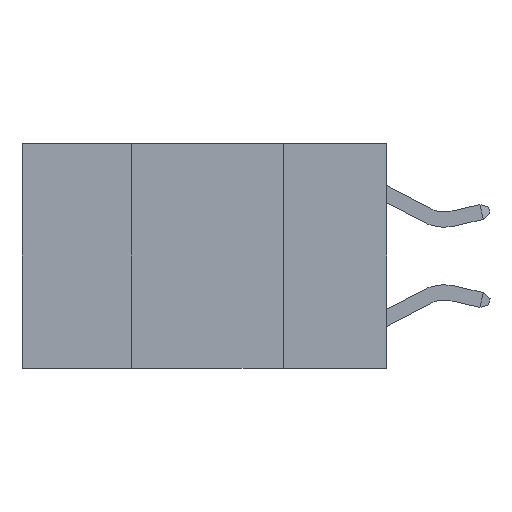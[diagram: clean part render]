
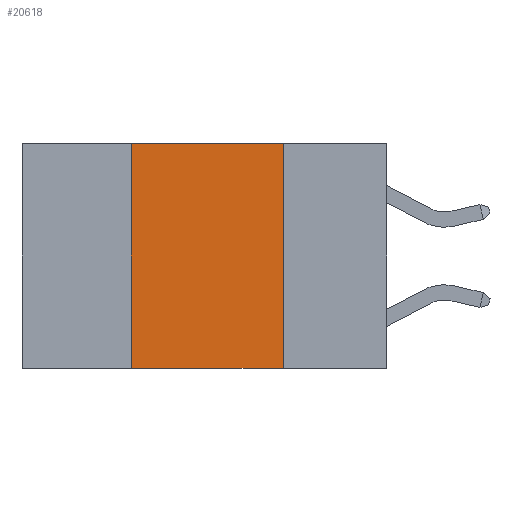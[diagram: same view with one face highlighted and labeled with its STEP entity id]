
A CAD part, left-side view. The second image highlights one B-rep face of the part: STEP entity #20618.
In plain terms, the highlighted planar face has unit normal (-1, 0, 0).
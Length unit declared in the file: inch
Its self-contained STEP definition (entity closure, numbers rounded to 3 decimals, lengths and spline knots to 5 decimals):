
#697 = ORIENTED_EDGE ( 'NONE', *, *, #7888, .T. ) ;
#2962 = VECTOR ( 'NONE', #11039, 39.37008 ) ;
#3831 = DIRECTION ( 'NONE',  ( 0., -1., 0. ) ) ;
#4102 = FACE_OUTER_BOUND ( 'NONE', #12513, .T. ) ;
#4261 = CARTESIAN_POINT ( 'NONE',  ( 0., 0.42, -0.37 ) ) ;
#4651 = CARTESIAN_POINT ( 'NONE',  ( 0., 0.42, 0. ) ) ;
#5276 = PLANE ( 'NONE',  #18884 ) ;
#6655 = DIRECTION ( 'NONE',  ( 0., 0., -1. ) ) ;
#7888 = EDGE_CURVE ( 'NONE', #17016, #8256, #17512, .T. ) ;
#8256 = VERTEX_POINT ( 'NONE', #18098 ) ;
#9101 = CARTESIAN_POINT ( 'NONE',  ( 0., 0.6, 0. ) ) ;
#9146 = CARTESIAN_POINT ( 'NONE',  ( 0., 0.6, 0. ) ) ;
#9235 = VERTEX_POINT ( 'NONE', #15155 ) ;
#10323 = ORIENTED_EDGE ( 'NONE', *, *, #23762, .F. ) ;
#10435 = CARTESIAN_POINT ( 'NONE',  ( 0., 0.17, 0. ) ) ;
#10888 = EDGE_CURVE ( 'NONE', #9235, #8256, #23533, .T. ) ;
#11039 = DIRECTION ( 'NONE',  ( 0., 0., 1. ) ) ;
#12513 = EDGE_LOOP ( 'NONE', ( #19238, #10323, #15410, #697 ) ) ;
#12578 = LINE ( 'NONE', #12979, #2962 ) ;
#12979 = CARTESIAN_POINT ( 'NONE',  ( 0., 0.42, 0. ) ) ;
#12987 = DIRECTION ( 'NONE',  ( 0., 0., -1. ) ) ;
#13050 = VECTOR ( 'NONE', #3831, 39.37008 ) ;
#13487 = VECTOR ( 'NONE', #6655, 39.37008 ) ;
#14732 = VECTOR ( 'NONE', #20477, 39.37008 ) ;
#14931 = EDGE_CURVE ( 'NONE', #17016, #15949, #12578, .T. ) ;
#15155 = CARTESIAN_POINT ( 'NONE',  ( 0., 0.17, 0. ) ) ;
#15296 = CARTESIAN_POINT ( 'NONE',  ( 0., 0.6, -0.37 ) ) ;
#15410 = ORIENTED_EDGE ( 'NONE', *, *, #14931, .F. ) ;
#15949 = VERTEX_POINT ( 'NONE', #4651 ) ;
#17016 = VERTEX_POINT ( 'NONE', #4261 ) ;
#17512 = LINE ( 'NONE', #15296, #13050 ) ;
#18098 = CARTESIAN_POINT ( 'NONE',  ( 0., 0.17, -0.37 ) ) ;
#18884 = AXIS2_PLACEMENT_3D ( 'NONE', #9146, #24306, #12987 ) ;
#19238 = ORIENTED_EDGE ( 'NONE', *, *, #10888, .F. ) ;
#20335 = LINE ( 'NONE', #9101, #14732 ) ;
#20477 = DIRECTION ( 'NONE',  ( 0., -1., 0. ) ) ;
#20618 = ADVANCED_FACE ( 'NONE', ( #4102 ), #5276, .F. ) ;
#23533 = LINE ( 'NONE', #10435, #13487 ) ;
#23762 = EDGE_CURVE ( 'NONE', #15949, #9235, #20335, .T. ) ;
#24306 = DIRECTION ( 'NONE',  ( 1., 0., 0. ) ) ;
